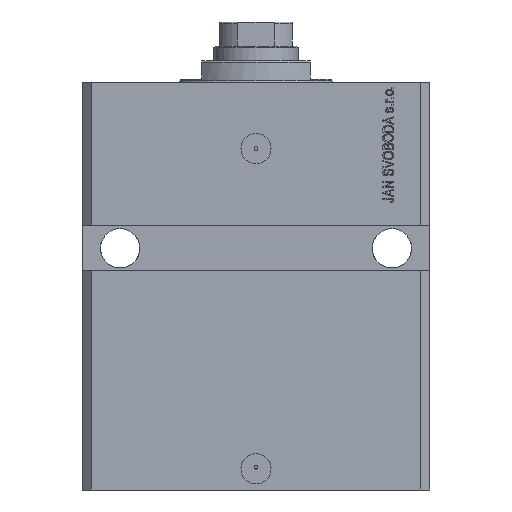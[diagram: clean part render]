
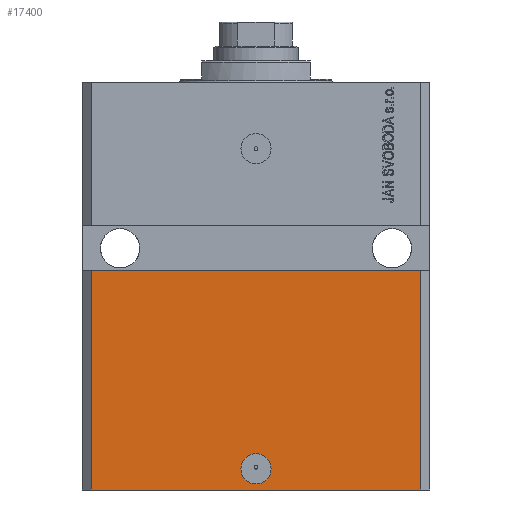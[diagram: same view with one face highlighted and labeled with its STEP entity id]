
A CAD part, front view. The second image highlights one B-rep face of the part: STEP entity #17400.
In plain terms, the highlighted planar face has unit normal (0, -1, 0).
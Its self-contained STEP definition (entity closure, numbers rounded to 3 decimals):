
#649 = DIRECTION ( 'NONE',  ( 0., -1., 0. ) ) ;
#1137 = CARTESIAN_POINT ( 'NONE',  ( 5., -45., -128. ) ) ;
#1460 = ORIENTED_EDGE ( 'NONE', *, *, #41701, .F. ) ;
#1609 = VERTEX_POINT ( 'NONE', #13458 ) ;
#1745 = VECTOR ( 'NONE', #41674, 1000. ) ;
#2239 = LINE ( 'NONE', #6212, #36431 ) ;
#4546 = CARTESIAN_POINT ( 'NONE',  ( -54.5, -45., -62.5 ) ) ;
#4678 = ORIENTED_EDGE ( 'NONE', *, *, #9850, .F. ) ;
#6212 = CARTESIAN_POINT ( 'NONE',  ( -57.5, -45., -62.5 ) ) ;
#6669 = EDGE_CURVE ( 'NONE', #40669, #18603, #34158, .T. ) ;
#6986 = LINE ( 'NONE', #38232, #16562 ) ;
#7407 = EDGE_CURVE ( 'NONE', #38838, #31976, #39119, .T. ) ;
#8616 = EDGE_CURVE ( 'NONE', #1609, #40669, #6986, .T. ) ;
#8989 = FACE_BOUND ( 'NONE', #15165, .T. ) ;
#9154 = AXIS2_PLACEMENT_3D ( 'NONE', #31652, #13811, #10075 ) ;
#9850 = EDGE_CURVE ( 'NONE', #1609, #31437, #26949, .T. ) ;
#10075 = DIRECTION ( 'NONE',  ( 1., 0., 0. ) ) ;
#11444 = DIRECTION ( 'NONE',  ( 1., 0., 0. ) ) ;
#13028 = CARTESIAN_POINT ( 'NONE',  ( 54.5, -45., -135. ) ) ;
#13153 = AXIS2_PLACEMENT_3D ( 'NONE', #32809, #649, #11444 ) ;
#13458 = CARTESIAN_POINT ( 'NONE',  ( -54.5, -45., -135. ) ) ;
#13811 = DIRECTION ( 'NONE',  ( 0., -1., 0. ) ) ;
#14024 = DIRECTION ( 'NONE',  ( 1., 0., 0. ) ) ;
#15165 = EDGE_LOOP ( 'NONE', ( #25347, #41005 ) ) ;
#16562 = VECTOR ( 'NONE', #14024, 1000. ) ;
#16961 = FACE_OUTER_BOUND ( 'NONE', #27837, .T. ) ;
#17353 = CARTESIAN_POINT ( 'NONE',  ( 54.5, -45., -62.5 ) ) ;
#17400 = ADVANCED_FACE ( 'NONE', ( #8989, #16961 ), #31037, .T. ) ;
#18438 = CARTESIAN_POINT ( 'NONE',  ( -5., -45., -128. ) ) ;
#18603 = VERTEX_POINT ( 'NONE', #17353 ) ;
#19665 = CARTESIAN_POINT ( 'NONE',  ( -54.5, -45., -135. ) ) ;
#21815 = ORIENTED_EDGE ( 'NONE', *, *, #6669, .T. ) ;
#22950 = DIRECTION ( 'NONE',  ( 0., 0., 1. ) ) ;
#23749 = EDGE_CURVE ( 'NONE', #31976, #38838, #24379, .T. ) ;
#24379 = CIRCLE ( 'NONE', #13153, 5. ) ;
#25347 = ORIENTED_EDGE ( 'NONE', *, *, #23749, .F. ) ;
#25594 = VECTOR ( 'NONE', #22950, 1000. ) ;
#26949 = LINE ( 'NONE', #19665, #25594 ) ;
#27837 = EDGE_LOOP ( 'NONE', ( #1460, #4678, #29276, #21815 ) ) ;
#29276 = ORIENTED_EDGE ( 'NONE', *, *, #8616, .T. ) ;
#31037 = PLANE ( 'NONE',  #37040 ) ;
#31265 = DIRECTION ( 'NONE',  ( 1., 0., 0. ) ) ;
#31437 = VERTEX_POINT ( 'NONE', #4546 ) ;
#31652 = CARTESIAN_POINT ( 'NONE',  ( 0., -45., -128. ) ) ;
#31976 = VERTEX_POINT ( 'NONE', #1137 ) ;
#32048 = CARTESIAN_POINT ( 'NONE',  ( 54.5, -45., -135. ) ) ;
#32809 = CARTESIAN_POINT ( 'NONE',  ( 0., -45., -128. ) ) ;
#34095 = DIRECTION ( 'NONE',  ( 0., -1., 0. ) ) ;
#34158 = LINE ( 'NONE', #13028, #1745 ) ;
#36431 = VECTOR ( 'NONE', #45437, 1000. ) ;
#37040 = AXIS2_PLACEMENT_3D ( 'NONE', #45376, #34095, #31265 ) ;
#38232 = CARTESIAN_POINT ( 'NONE',  ( -54.5, -45., -135. ) ) ;
#38838 = VERTEX_POINT ( 'NONE', #18438 ) ;
#39119 = CIRCLE ( 'NONE', #9154, 5. ) ;
#40669 = VERTEX_POINT ( 'NONE', #32048 ) ;
#41005 = ORIENTED_EDGE ( 'NONE', *, *, #7407, .F. ) ;
#41674 = DIRECTION ( 'NONE',  ( 0., 0., 1. ) ) ;
#41701 = EDGE_CURVE ( 'NONE', #31437, #18603, #2239, .T. ) ;
#45376 = CARTESIAN_POINT ( 'NONE',  ( -54.5, -45., -135. ) ) ;
#45437 = DIRECTION ( 'NONE',  ( 1., 0., 0. ) ) ;
